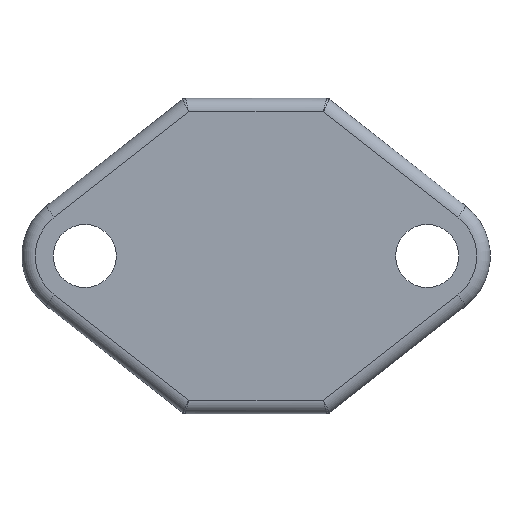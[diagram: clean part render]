
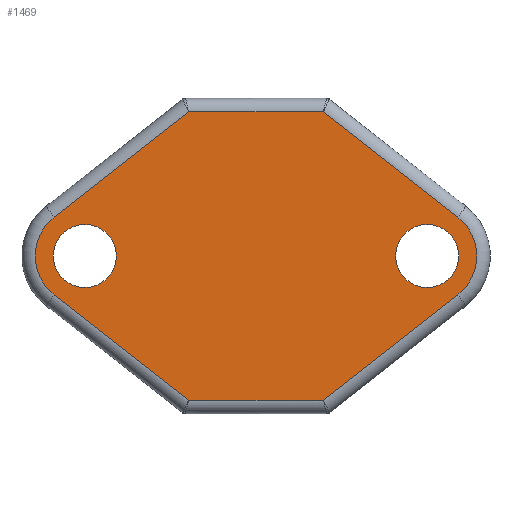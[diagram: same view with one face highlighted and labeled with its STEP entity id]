
A CAD part, front view. The second image highlights one B-rep face of the part: STEP entity #1469.
In plain terms, the highlighted planar face has unit normal (0, -1, 0).
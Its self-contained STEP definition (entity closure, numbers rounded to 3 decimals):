
#48 = DIRECTION ( 'NONE',  ( 0., -1., 0. ) ) ;
#77 = FACE_BOUND ( 'NONE', #2512, .T. ) ;
#102 = EDGE_CURVE ( 'NONE', #260, #2433, #2536, .T. ) ;
#125 = VERTEX_POINT ( 'NONE', #2353 ) ;
#128 = LINE ( 'NONE', #1653, #2152 ) ;
#130 = VECTOR ( 'NONE', #1901, 1000. ) ;
#161 = AXIS2_PLACEMENT_3D ( 'NONE', #2498, #534, #2278 ) ;
#199 = ORIENTED_EDGE ( 'NONE', *, *, #1763, .T. ) ;
#210 = CARTESIAN_POINT ( 'NONE',  ( -44.78, 0., 8.662 ) ) ;
#233 = CIRCLE ( 'NONE', #2750, 7. ) ;
#259 = CARTESIAN_POINT ( 'NONE',  ( 38., 0., 7. ) ) ;
#260 = VERTEX_POINT ( 'NONE', #210 ) ;
#331 = CIRCLE ( 'NONE', #421, 7. ) ;
#350 = VERTEX_POINT ( 'NONE', #987 ) ;
#382 = ORIENTED_EDGE ( 'NONE', *, *, #102, .T. ) ;
#388 = ORIENTED_EDGE ( 'NONE', *, *, #853, .T. ) ;
#421 = AXIS2_PLACEMENT_3D ( 'NONE', #2401, #2009, #870 ) ;
#470 = CARTESIAN_POINT ( 'NONE',  ( 0., 0., 0. ) ) ;
#490 = VERTEX_POINT ( 'NONE', #1563 ) ;
#534 = DIRECTION ( 'NONE',  ( 0., -1., 0. ) ) ;
#553 = AXIS2_PLACEMENT_3D ( 'NONE', #470, #1787, #946 ) ;
#589 = CARTESIAN_POINT ( 'NONE',  ( 14.965, 0., -32. ) ) ;
#634 = VECTOR ( 'NONE', #1560, 1000. ) ;
#655 = CARTESIAN_POINT ( 'NONE',  ( 44.78, 0., 8.662 ) ) ;
#675 = LINE ( 'NONE', #1592, #634 ) ;
#712 = CARTESIAN_POINT ( 'NONE',  ( -38., 0., 7. ) ) ;
#729 = DIRECTION ( 'NONE',  ( 0., 0., 1. ) ) ;
#834 = ORIENTED_EDGE ( 'NONE', *, *, #1708, .T. ) ;
#853 = EDGE_CURVE ( 'NONE', #1481, #1481, #233, .T. ) ;
#870 = DIRECTION ( 'NONE',  ( 0., 0., 1. ) ) ;
#921 = CARTESIAN_POINT ( 'NONE',  ( 44.78, 0., -8.662 ) ) ;
#927 = EDGE_LOOP ( 'NONE', ( #388 ) ) ;
#946 = DIRECTION ( 'NONE',  ( 0., 0., 1. ) ) ;
#987 = CARTESIAN_POINT ( 'NONE',  ( 14.965, 0., 32. ) ) ;
#1026 = CARTESIAN_POINT ( 'NONE',  ( 16., 0., -32. ) ) ;
#1089 = LINE ( 'NONE', #2187, #1812 ) ;
#1344 = CIRCLE ( 'NONE', #1859, 11. ) ;
#1427 = LINE ( 'NONE', #1639, #1688 ) ;
#1469 = ADVANCED_FACE ( 'NONE', ( #2461, #1581, #77 ), #1989, .F. ) ;
#1481 = VERTEX_POINT ( 'NONE', #259 ) ;
#1491 = ORIENTED_EDGE ( 'NONE', *, *, #1973, .T. ) ;
#1515 = DIRECTION ( 'NONE',  ( 0., 1., 0. ) ) ;
#1527 = EDGE_CURVE ( 'NONE', #1942, #350, #1427, .T. ) ;
#1560 = DIRECTION ( 'NONE',  ( -1., 0., 0. ) ) ;
#1563 = CARTESIAN_POINT ( 'NONE',  ( 44.78, 0., -8.662 ) ) ;
#1569 = DIRECTION ( 'NONE',  ( 0.787, 0., 0.616 ) ) ;
#1581 = FACE_BOUND ( 'NONE', #927, .T. ) ;
#1592 = CARTESIAN_POINT ( 'NONE',  ( 0., 0., 32. ) ) ;
#1611 = CARTESIAN_POINT ( 'NONE',  ( -44.78, 0., -8.662 ) ) ;
#1639 = CARTESIAN_POINT ( 'NONE',  ( 21.218, 0., 27.106 ) ) ;
#1653 = CARTESIAN_POINT ( 'NONE',  ( -21.218, 0., -27.106 ) ) ;
#1677 = ORIENTED_EDGE ( 'NONE', *, *, #2515, .T. ) ;
#1684 = VERTEX_POINT ( 'NONE', #2582 ) ;
#1688 = VECTOR ( 'NONE', #2315, 1000. ) ;
#1708 = EDGE_CURVE ( 'NONE', #125, #2585, #2178, .T. ) ;
#1745 = EDGE_CURVE ( 'NONE', #490, #1942, #1344, .T. ) ;
#1763 = EDGE_CURVE ( 'NONE', #350, #1684, #675, .T. ) ;
#1787 = DIRECTION ( 'NONE',  ( 0., 1., 0. ) ) ;
#1812 = VECTOR ( 'NONE', #1982, 1000. ) ;
#1815 = ORIENTED_EDGE ( 'NONE', *, *, #2110, .T. ) ;
#1859 = AXIS2_PLACEMENT_3D ( 'NONE', #2235, #48, #729 ) ;
#1901 = DIRECTION ( 'NONE',  ( 1., 0., 0. ) ) ;
#1942 = VERTEX_POINT ( 'NONE', #655 ) ;
#1973 = EDGE_CURVE ( 'NONE', #1684, #260, #1089, .T. ) ;
#1982 = DIRECTION ( 'NONE',  ( -0.787, 0., -0.616 ) ) ;
#1989 = PLANE ( 'NONE',  #553 ) ;
#2009 = DIRECTION ( 'NONE',  ( 0., 1., 0. ) ) ;
#2024 = ORIENTED_EDGE ( 'NONE', *, *, #1527, .T. ) ;
#2026 = VERTEX_POINT ( 'NONE', #712 ) ;
#2066 = ORIENTED_EDGE ( 'NONE', *, *, #2810, .T. ) ;
#2109 = VECTOR ( 'NONE', #1569, 1000. ) ;
#2110 = EDGE_CURVE ( 'NONE', #2026, #2026, #331, .T. ) ;
#2152 = VECTOR ( 'NONE', #2533, 1000. ) ;
#2157 = EDGE_LOOP ( 'NONE', ( #1491, #382, #1677, #834, #2066, #2319, #2024, #199 ) ) ;
#2178 = LINE ( 'NONE', #1026, #130 ) ;
#2187 = CARTESIAN_POINT ( 'NONE',  ( -44.78, 0., 8.662 ) ) ;
#2235 = CARTESIAN_POINT ( 'NONE',  ( 38., 0., 0. ) ) ;
#2278 = DIRECTION ( 'NONE',  ( 0., 0., 1. ) ) ;
#2315 = DIRECTION ( 'NONE',  ( -0.787, 0., 0.616 ) ) ;
#2319 = ORIENTED_EDGE ( 'NONE', *, *, #1745, .T. ) ;
#2353 = CARTESIAN_POINT ( 'NONE',  ( -14.965, 0., -32. ) ) ;
#2401 = CARTESIAN_POINT ( 'NONE',  ( -38., 0., 0. ) ) ;
#2433 = VERTEX_POINT ( 'NONE', #1611 ) ;
#2461 = FACE_OUTER_BOUND ( 'NONE', #2157, .T. ) ;
#2498 = CARTESIAN_POINT ( 'NONE',  ( -38., 0., 0. ) ) ;
#2506 = LINE ( 'NONE', #921, #2109 ) ;
#2512 = EDGE_LOOP ( 'NONE', ( #1815 ) ) ;
#2515 = EDGE_CURVE ( 'NONE', #2433, #125, #128, .T. ) ;
#2533 = DIRECTION ( 'NONE',  ( 0.787, 0., -0.616 ) ) ;
#2536 = CIRCLE ( 'NONE', #161, 11. ) ;
#2582 = CARTESIAN_POINT ( 'NONE',  ( -14.965, 0., 32. ) ) ;
#2585 = VERTEX_POINT ( 'NONE', #589 ) ;
#2624 = DIRECTION ( 'NONE',  ( 0., 0., 1. ) ) ;
#2750 = AXIS2_PLACEMENT_3D ( 'NONE', #2821, #1515, #2624 ) ;
#2810 = EDGE_CURVE ( 'NONE', #2585, #490, #2506, .T. ) ;
#2821 = CARTESIAN_POINT ( 'NONE',  ( 38., 0., 0. ) ) ;
